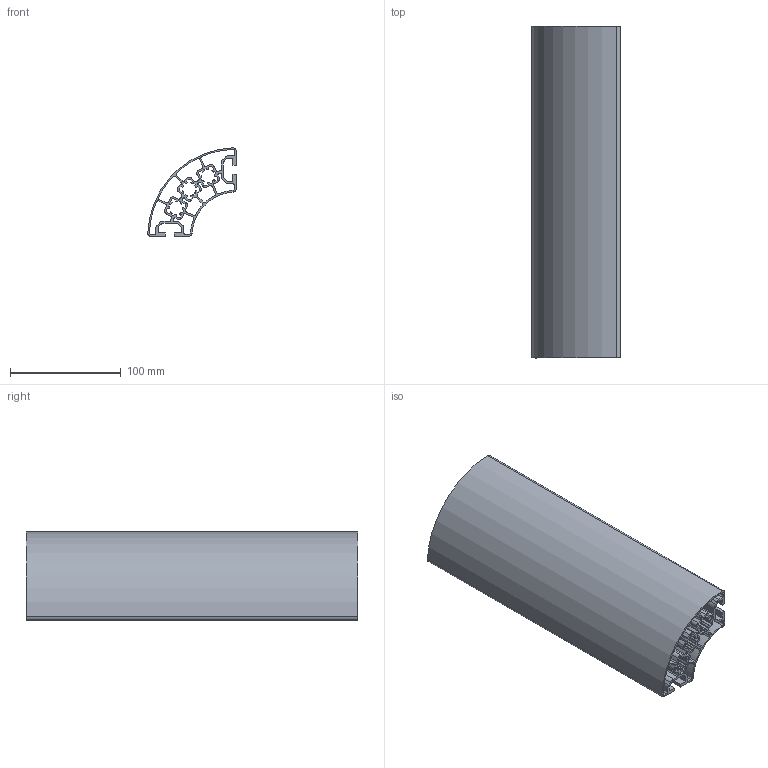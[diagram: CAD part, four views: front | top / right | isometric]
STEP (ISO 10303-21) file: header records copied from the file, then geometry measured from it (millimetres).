
FILE_DESCRIPTION (( 'STEP AP214' ), '1' );
FILE_NAME ('1727975549285.step', '2024-10-03T17:12:32', ( 'Windows User' ), ( '' ), 'SwSTEP 2.0', 'SolidWorks 2011', '' );
FILE_SCHEMA (( 'AUTOMOTIVE_DESIGN' ));
Length unit declared in the file: millimetre
Products named in the file (2): 1.11.040R90.20LPx300.00(1); 1727975549285
Assembly tree (1 placements, depth 2):
  1727975549285
    1.11.040R90.20LPx300.00(1)
Bounding box: 79.94 x 300 x 79.94 mm (x, y, z)
Volume: 315286.6 mm3; surface area: 346152.7 mm2
Topology: 1 solids, 1 shells, 378 faces, 1128 edges, 752 vertices
Faces by surface type: cylinder 218, plane 160
Entity records: 12978 total; most frequent: DIRECTION 2328, CARTESIAN_POINT 2262, ORIENTED_EDGE 2256, EDGE_CURVE 1128, AXIS2_PLACEMENT_3D 818, VERTEX_POINT 752, VECTOR 692, LINE 692
